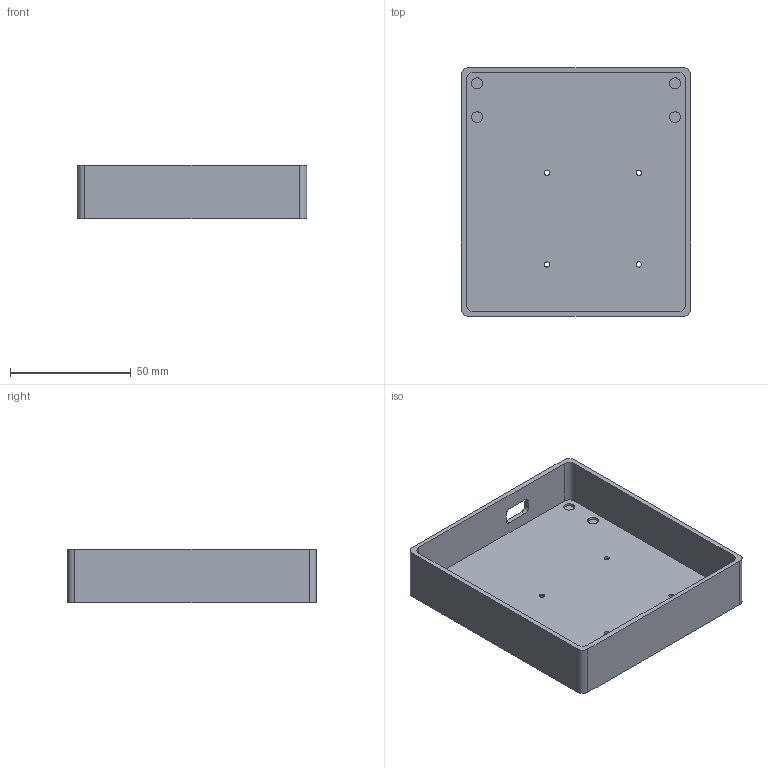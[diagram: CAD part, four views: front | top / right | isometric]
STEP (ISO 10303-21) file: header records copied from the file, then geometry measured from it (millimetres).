
FILE_DESCRIPTION(/* description */ (''),/* implementation_level */ '2;1');
FILE_NAME(/* name */ 'Plaid-Pad Case MX Hi-Pro Simple.step',/* time_stamp */ '2020-07-11T16:43:01+02:00',/* author */ (''),/* organization */ (''),/* preprocessor_version */ 'ST-DEVELOPER v18.1',/* originating_system */ 'Autodesk Translation Framework v9.3.0.1241',/* authorisation */ '');
FILE_SCHEMA (('AUTOMOTIVE_DESIGN { 1 0 10303 214 3 1 1 }'));
Length unit declared in the file: millimetre
Products named in the file (1): Plaid-Pad Case MX Hi-Pro Simple  Enhanced
Bounding box: 95 x 103 x 22 mm (x, y, z)
Volume: 43404.9 mm3; surface area: 35451.6 mm2
Topology: 1 solids, 1 shells, 103 faces, 264 edges, 176 vertices
Faces by surface type: cylinder 50, plane 27, bspline 26
Full cylindrical faces by diameter (mm): 4.5 x8, 10 x4
Entity records: 3383 total; most frequent: CARTESIAN_POINT 898, ORIENTED_EDGE 528, DIRECTION 468, EDGE_CURVE 264, AXIS2_PLACEMENT_3D 178, VERTEX_POINT 176, EDGE_LOOP 126, LINE 112
